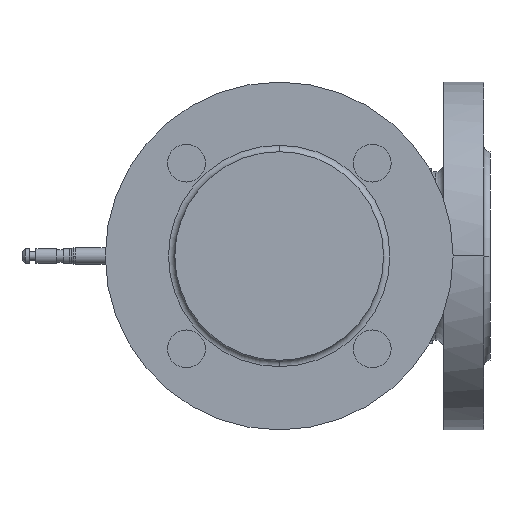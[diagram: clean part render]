
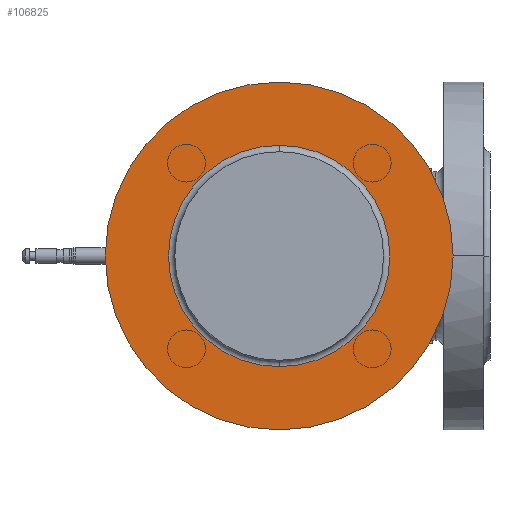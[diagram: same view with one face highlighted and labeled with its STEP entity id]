
A CAD part, left-side view. The second image highlights one B-rep face of the part: STEP entity #106825.
In plain terms, the highlighted planar face has unit normal (-1, 0, 0).
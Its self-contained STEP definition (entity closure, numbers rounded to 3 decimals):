
#14105 = EDGE_CURVE ( 'NONE', #85174, #121418, #83304, .T. ) ;
#14121 = EDGE_CURVE ( 'NONE', #83685, #83777, #84751, .T. ) ;
#27263 = CARTESIAN_POINT ( 'NONE',  ( -112.336, 0.058, -52.657 ) ) ;
#35768 = CARTESIAN_POINT ( 'NONE',  ( -112.336, 0.058, 0. ) ) ;
#35769 = DIRECTION ( 'NONE',  ( 1., 0., 0. ) ) ;
#35770 = DIRECTION ( 'NONE',  ( 0., 0., -1. ) ) ;
#40864 = ORIENTED_EDGE ( 'NONE', *, *, #81395, .T. ) ;
#40865 = ORIENTED_EDGE ( 'NONE', *, *, #14105, .T. ) ;
#40866 = ORIENTED_EDGE ( 'NONE', *, *, #14121, .F. ) ;
#40867 = ORIENTED_EDGE ( 'NONE', *, *, #98476, .F. ) ;
#52986 = CARTESIAN_POINT ( 'NONE',  ( -112.336, 82.806, 0. ) ) ;
#52990 = FACE_BOUND ( 'NONE', #86135, .T. ) ;
#53057 = FACE_OUTER_BOUND ( 'NONE', #86034, .T. ) ;
#53058 = PLANE ( 'NONE',  #77653 ) ;
#53060 = DIRECTION ( 'NONE',  ( -1., 0., 0. ) ) ;
#53061 = DIRECTION ( 'NONE',  ( 0., 0., 1. ) ) ;
#64061 = AXIS2_PLACEMENT_3D ( 'NONE', #91602, #91606, #91610 ) ;
#64101 = CIRCLE ( 'NONE', #64061, 82.747 ) ;
#64784 = AXIS2_PLACEMENT_3D ( 'NONE', #35768, #35769, #35770 ) ;
#64788 = CIRCLE ( 'NONE', #64784, 52.657 ) ;
#71710 = CARTESIAN_POINT ( 'NONE',  ( -112.336, 0.058, -82.747 ) ) ;
#71753 = CARTESIAN_POINT ( 'NONE',  ( -112.336, 0.058, 82.748 ) ) ;
#72204 = CARTESIAN_POINT ( 'NONE',  ( -112.336, 0.058, 52.658 ) ) ;
#77653 = AXIS2_PLACEMENT_3D ( 'NONE', #52986, #53060, #53061 ) ;
#81395 = EDGE_CURVE ( 'NONE', #121418, #85174, #64788, .T. ) ;
#83304 = CIRCLE ( 'NONE', #85873, 52.657 ) ;
#83685 = VERTEX_POINT ( 'NONE', #71710 ) ;
#83777 = VERTEX_POINT ( 'NONE', #71753 ) ;
#83938 = AXIS2_PLACEMENT_3D ( 'NONE', #117710, #117712, #117714 ) ;
#84751 = CIRCLE ( 'NONE', #83938, 82.747 ) ;
#85174 = VERTEX_POINT ( 'NONE', #72204 ) ;
#85873 = AXIS2_PLACEMENT_3D ( 'NONE', #117539, #117541, #117543 ) ;
#86034 = EDGE_LOOP ( 'NONE', ( #40866, #40867 ) ) ;
#86135 = EDGE_LOOP ( 'NONE', ( #40864, #40865 ) ) ;
#91602 = CARTESIAN_POINT ( 'NONE',  ( -112.336, 0.058, 0. ) ) ;
#91606 = DIRECTION ( 'NONE',  ( 1., 0., 0. ) ) ;
#91610 = DIRECTION ( 'NONE',  ( 0., 0., -1. ) ) ;
#98476 = EDGE_CURVE ( 'NONE', #83777, #83685, #64101, .T. ) ;
#106825 = ADVANCED_FACE ( 'NONE', ( #52990, #53057 ), #53058, .T. ) ;
#117539 = CARTESIAN_POINT ( 'NONE',  ( -112.336, 0.058, 0. ) ) ;
#117541 = DIRECTION ( 'NONE',  ( 1., 0., 0. ) ) ;
#117543 = DIRECTION ( 'NONE',  ( 0., 0., -1. ) ) ;
#117710 = CARTESIAN_POINT ( 'NONE',  ( -112.336, 0.058, 0. ) ) ;
#117712 = DIRECTION ( 'NONE',  ( 1., 0., 0. ) ) ;
#117714 = DIRECTION ( 'NONE',  ( 0., 0., -1. ) ) ;
#121418 = VERTEX_POINT ( 'NONE', #27263 ) ;
